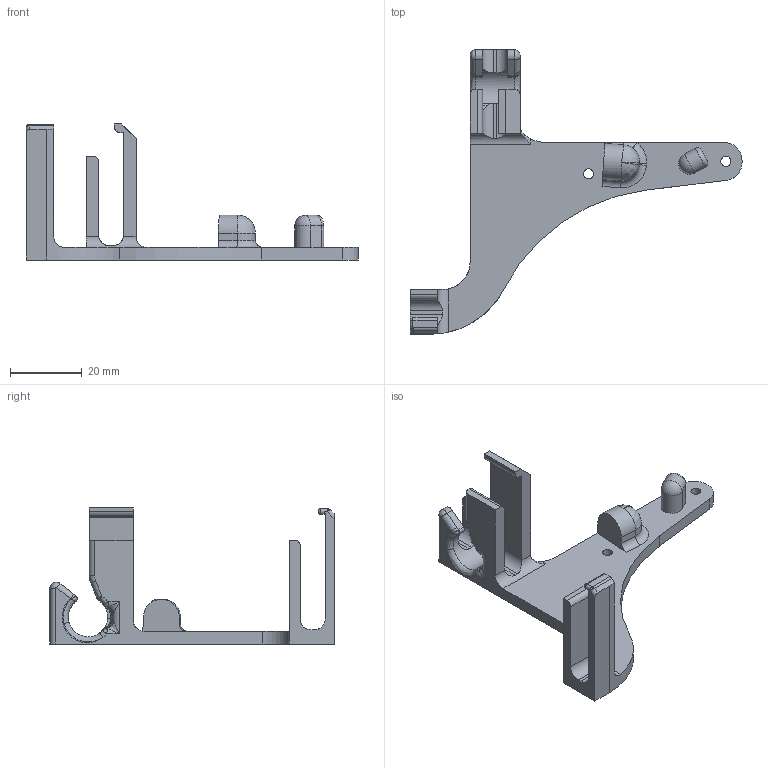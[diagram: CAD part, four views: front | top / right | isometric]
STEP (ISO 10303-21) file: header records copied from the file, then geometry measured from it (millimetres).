
FILE_DESCRIPTION(('FreeCAD Model'),'2;1');
FILE_NAME('mmu2-s-holder-base.step', '2018-08-28T17:08:10',('Author'),(''), 'Open CASCADE STEP processor 6.8','FreeCAD','Unknown');
FILE_SCHEMA(('AUTOMOTIVE_DESIGN_CC2 { 1 2 10303 214 -1 1 5 4 }'));
Length unit declared in the file: millimetre
Products named in the file (1): s-holder-base
Bounding box: 92.75 x 79.42 x 38 mm (x, y, z)
Volume: 12805.7 mm3; surface area: 9292.5 mm2
Topology: 1 solids, 1 shells, 157 faces, 409 edges, 248 vertices
Faces by surface type: cylinder 62, plane 48, bspline 31, torus 13, sphere 3
Full cylindrical faces by diameter (mm): 2.8 x2
Entity records: 21330 total; most frequent: CARTESIAN_POINT 14225, DIRECTION 1057, ORIENTED_EDGE 804, PCURVE 804, DEFINITIONAL_REPRESENTATION 804, B_SPLINE_CURVE_WITH_KNOTS 517, LINE 442, VECTOR 442
